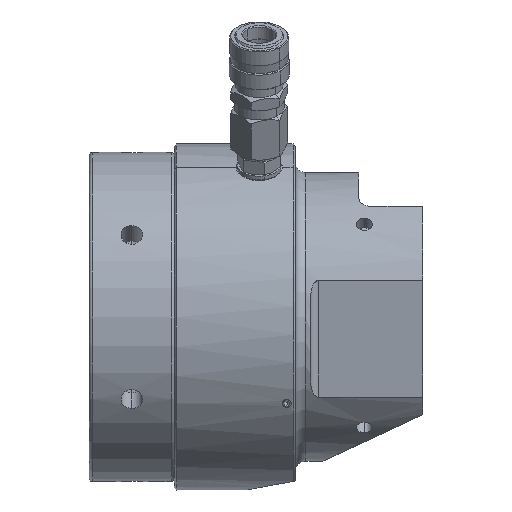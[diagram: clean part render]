
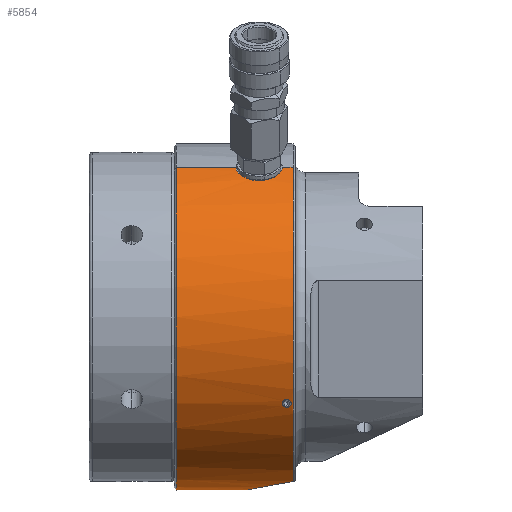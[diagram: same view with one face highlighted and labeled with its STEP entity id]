
A CAD part, left-side view. The second image highlights one B-rep face of the part: STEP entity #5854.
In plain terms, the highlighted cylindrical face has radius 81.5 mm (diameter 163 mm), a partial arc.
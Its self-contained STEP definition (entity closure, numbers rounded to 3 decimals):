
#257=CARTESIAN_POINT('',(0.,61.,0.));
#258=DIRECTION('',(0.,-1.,0.));
#259=DIRECTION('',(0.312,0.,-0.95));
#260=AXIS2_PLACEMENT_3D('',#257,#258,#259);
#267=CARTESIAN_POINT('',(0.,61.,0.));
#268=DIRECTION('',(0.,-1.,0.));
#269=DIRECTION('',(-0.5,0.,0.866));
#270=AXIS2_PLACEMENT_3D('',#267,#268,#269);
#272=DIRECTION('',(0.,1.,0.));
#273=VECTOR('',#272,55.);
#274=CARTESIAN_POINT('',(40.75,61.,-70.581));
#275=LINE('',#274,#273);
#457=CARTESIAN_POINT('',(0.,116.,0.));
#458=DIRECTION('',(0.,1.,0.));
#459=DIRECTION('',(0.5,0.,-0.866));
#460=AXIS2_PLACEMENT_3D('',#457,#458,#459);
#462=DIRECTION('',(0.,1.,0.));
#463=VECTOR('',#462,28.);
#464=CARTESIAN_POINT('',(-40.75,88.,70.581));
#465=LINE('',#464,#463);
#466=CARTESIAN_POINT('',(-49.903,77.,64.435));
#467=CARTESIAN_POINT('',(-49.903,77.837,64.435));
#468=CARTESIAN_POINT('',(-49.755,79.464,64.55));
#469=CARTESIAN_POINT('',(-49.101,81.809,65.052));
#470=CARTESIAN_POINT('',(-48.033,83.915,65.848));
#471=CARTESIAN_POINT('',(-46.594,85.675,66.877));
#472=CARTESIAN_POINT('',(-44.847,86.997,68.064));
#473=CARTESIAN_POINT('',(-42.87,87.815,69.328));
#474=CARTESIAN_POINT('',(-41.474,88.,70.163));
#475=CARTESIAN_POINT('',(-40.75,88.,70.581));
#477=CARTESIAN_POINT('',(-40.75,66.,70.581));
#478=CARTESIAN_POINT('',(-41.47,66.,70.165));
#479=CARTESIAN_POINT('',(-42.859,66.183,69.335));
#480=CARTESIAN_POINT('',(-44.851,67.003,68.061));
#481=CARTESIAN_POINT('',(-46.583,68.318,66.884));
#482=CARTESIAN_POINT('',(-48.022,70.066,65.855));
#483=CARTESIAN_POINT('',(-49.095,72.175,65.056));
#484=CARTESIAN_POINT('',(-49.754,74.531,64.551));
#485=CARTESIAN_POINT('',(-49.903,76.161,64.435));
#486=CARTESIAN_POINT('',(-49.903,77.,64.435));
#488=DIRECTION('',(0.,1.,0.));
#489=VECTOR('',#488,5.);
#490=CARTESIAN_POINT('',(-40.75,61.,70.581));
#491=LINE('',#490,#489);
#492=CARTESIAN_POINT('',(-69.551,63.419,-42.484));
#493=CARTESIAN_POINT('',(-69.585,63.191,-42.427));
#494=CARTESIAN_POINT('',(-69.687,62.78,-42.261));
#495=CARTESIAN_POINT('',(-69.95,62.265,-41.825));
#496=CARTESIAN_POINT('',(-70.276,61.955,-41.276));
#497=CARTESIAN_POINT('',(-70.632,61.869,-40.664));
#498=CARTESIAN_POINT('',(-70.977,62.021,-40.058));
#499=CARTESIAN_POINT('',(-71.274,62.391,-39.526));
#500=CARTESIAN_POINT('',(-71.491,62.949,-39.132));
#501=CARTESIAN_POINT('',(-71.566,63.362,-38.994));
#502=CARTESIAN_POINT('',(-71.588,63.583,-38.954));
#504=CARTESIAN_POINT('',(-71.588,63.583,-38.954));
#505=CARTESIAN_POINT('',(-71.595,63.652,-38.941));
#506=CARTESIAN_POINT('',(-71.606,63.787,-38.921));
#507=CARTESIAN_POINT('',(-71.609,63.929,-38.916));
#508=CARTESIAN_POINT('',(-71.609,64.,-38.916));
#510=CARTESIAN_POINT('',(-71.609,64.,-38.916));
#511=CARTESIAN_POINT('',(-71.609,64.066,-38.916));
#512=CARTESIAN_POINT('',(-71.606,64.197,-38.922));
#513=CARTESIAN_POINT('',(-71.592,64.391,-38.948));
#514=CARTESIAN_POINT('',(-71.577,64.519,-38.974));
#515=CARTESIAN_POINT('',(-71.568,64.581,-38.991));
#517=CARTESIAN_POINT('',(-71.568,64.581,-38.991));
#518=CARTESIAN_POINT('',(-71.536,64.809,-39.049));
#519=CARTESIAN_POINT('',(-71.443,65.22,-39.22));
#520=CARTESIAN_POINT('',(-71.197,65.735,-39.666));
#521=CARTESIAN_POINT('',(-70.884,66.045,-40.223));
#522=CARTESIAN_POINT('',(-70.532,66.131,-40.837));
#523=CARTESIAN_POINT('',(-70.18,65.979,-41.439));
#524=CARTESIAN_POINT('',(-69.868,65.609,-41.963));
#525=CARTESIAN_POINT('',(-69.635,65.051,-42.347));
#526=CARTESIAN_POINT('',(-69.553,64.638,-42.481));
#527=CARTESIAN_POINT('',(-69.529,64.417,-42.52));
#529=CARTESIAN_POINT('',(-69.529,64.417,-42.52));
#530=CARTESIAN_POINT('',(-69.521,64.348,-42.533));
#531=CARTESIAN_POINT('',(-69.51,64.213,-42.552));
#532=CARTESIAN_POINT('',(-69.506,64.071,-42.557));
#533=CARTESIAN_POINT('',(-69.507,64.,-42.557));
#535=CARTESIAN_POINT('',(-69.507,64.,-42.557));
#536=CARTESIAN_POINT('',(-69.507,63.934,-42.557));
#537=CARTESIAN_POINT('',(-69.51,63.803,-42.551));
#538=CARTESIAN_POINT('',(-69.525,63.609,-42.526));
#539=CARTESIAN_POINT('',(-69.541,63.481,-42.5));
#540=CARTESIAN_POINT('',(-69.551,63.419,-42.484));
#1620=CARTESIAN_POINT('',(-25.42,61.,-77.434));
#1621=CARTESIAN_POINT('',(-21.183,68.54,
-78.825));
#1622=CARTESIAN_POINT('',(-12.71,79.481,
-80.843));
#1623=CARTESIAN_POINT('',(0.,84.823,
-81.828));
#1624=CARTESIAN_POINT('',(12.71,79.481,-80.843));
#1625=CARTESIAN_POINT('',(21.183,68.54,-78.825));
#1626=CARTESIAN_POINT('',(25.42,61.,-77.434));
#1635=CARTESIAN_POINT('',(25.42,61.,-77.434));
#4791=VERTEX_POINT('',#1635);
#4793=VERTEX_POINT('',#1620);
#4806=CARTESIAN_POINT('',(40.75,116.,-70.581));
#4807=CARTESIAN_POINT('',(-40.75,116.,70.581));
#4808=VERTEX_POINT('',#4806);
#4809=VERTEX_POINT('',#4807);
#4815=VERTEX_POINT('',#477);
#4816=VERTEX_POINT('',#486);
#4817=CARTESIAN_POINT('',(40.75,61.,-70.581));
#4818=CARTESIAN_POINT('',(-40.75,61.,70.581));
#4819=VERTEX_POINT('',#4817);
#4820=VERTEX_POINT('',#4818);
#4827=VERTEX_POINT('',#475);
#5420=VERTEX_POINT('',#492);
#5421=VERTEX_POINT('',#502);
#5422=VERTEX_POINT('',#535);
#5423=VERTEX_POINT('',#510);
#5424=VERTEX_POINT('',#515);
#5425=VERTEX_POINT('',#527);
#5821=CARTESIAN_POINT('',(0.,60.,0.));
#5822=DIRECTION('',(0.,-1.,0.));
#5823=DIRECTION('',(0.5,0.,-0.866));
#5824=AXIS2_PLACEMENT_3D('',#5821,#5822,#5823);
#5825=CYLINDRICAL_SURFACE('',#5824,81.5);
#5826=ORIENTED_EDGE('',*,*,#5737,.F.);
#5828=ORIENTED_EDGE('',*,*,#5827,.F.);
#5830=ORIENTED_EDGE('',*,*,#5829,.F.);
#5831=ORIENTED_EDGE('',*,*,#5731,.F.);
#5832=ORIENTED_EDGE('',*,*,#5716,.T.);
#5834=ORIENTED_EDGE('',*,*,#5833,.T.);
#5835=ORIENTED_EDGE('',*,*,#5709,.T.);
#5836=ORIENTED_EDGE('',*,*,#5728,.T.);
#5837=ORIENTED_EDGE('',*,*,#5814,.T.);
#5838=EDGE_LOOP('',(#5826,#5828,#5830,#5831,#5832,#5834,#5835,#5836,#5837));
#5839=FACE_OUTER_BOUND('',#5838,.F.);
#5841=ORIENTED_EDGE('',*,*,#5840,.T.);
#5843=ORIENTED_EDGE('',*,*,#5842,.T.);
#5845=ORIENTED_EDGE('',*,*,#5844,.T.);
#5847=ORIENTED_EDGE('',*,*,#5846,.T.);
#5849=ORIENTED_EDGE('',*,*,#5848,.T.);
#5851=ORIENTED_EDGE('',*,*,#5850,.T.);
#5852=EDGE_LOOP('',(#5841,#5843,#5845,#5847,#5849,#5851));
#5853=FACE_BOUND('',#5852,.F.);
#5854=ADVANCED_FACE('',(#5839,#5853),#5825,.T.);
#261=CIRCLE('',#260,81.5);
#271=CIRCLE('',#270,81.5);
#461=CIRCLE('',#460,81.5);
#476=B_SPLINE_CURVE_WITH_KNOTS('',3,(#466,#467,#468,#469,#470,#471,#472,#473,
#474,#475),.UNSPECIFIED.,.F.,.F.,(4,1,1,1,1,1,1,4),(0.,0.143,
0.286,0.429,0.571,0.714,
0.857,1.),.UNSPECIFIED.);
#487=B_SPLINE_CURVE_WITH_KNOTS('',3,(#477,#478,#479,#480,#481,#482,#483,#484,
#485,#486),.UNSPECIFIED.,.F.,.F.,(4,1,1,1,1,1,1,4),(0.,0.143,
0.286,0.429,0.571,0.714,
0.857,1.),.UNSPECIFIED.);
#503=B_SPLINE_CURVE_WITH_KNOTS('',3,(#492,#493,#494,#495,#496,#497,#498,#499,
#500,#501,#502),.UNSPECIFIED.,.F.,.F.,(4,1,1,1,1,1,1,1,4),(0.,0.125,0.25,
0.375,0.5,0.625,0.75,0.875,1.),.UNSPECIFIED.);
#509=B_SPLINE_CURVE_WITH_KNOTS('',3,(#504,#505,#506,#507,#508),.UNSPECIFIED.,
.F.,.F.,(4,1,4),(0.,0.5,1.),.UNSPECIFIED.);
#516=B_SPLINE_CURVE_WITH_KNOTS('',3,(#510,#511,#512,#513,#514,#515),
.UNSPECIFIED.,.F.,.F.,(4,1,1,4),(0.,0.333,0.667,1.),
.UNSPECIFIED.);
#528=B_SPLINE_CURVE_WITH_KNOTS('',3,(#517,#518,#519,#520,#521,#522,#523,#524,
#525,#526,#527),.UNSPECIFIED.,.F.,.F.,(4,1,1,1,1,1,1,1,4),(0.,0.125,0.25,
0.375,0.5,0.625,0.75,0.875,1.),.UNSPECIFIED.);
#534=B_SPLINE_CURVE_WITH_KNOTS('',3,(#529,#530,#531,#532,#533),.UNSPECIFIED.,
.F.,.F.,(4,1,4),(0.,0.5,1.),.UNSPECIFIED.);
#541=B_SPLINE_CURVE_WITH_KNOTS('',3,(#535,#536,#537,#538,#539,#540),
.UNSPECIFIED.,.F.,.F.,(4,1,1,4),(0.,0.333,0.667,1.),
.UNSPECIFIED.);
#1627=B_SPLINE_CURVE_WITH_KNOTS('',3,(#1620,#1621,#1622,#1623,#1624,#1625,
#1626),.UNSPECIFIED.,.F.,.F.,(4,1,1,1,4),(0.,0.25,0.5,0.75,1.),
.UNSPECIFIED.);
#5709=EDGE_CURVE('',#4791,#4819,#261,.T.);
#5716=EDGE_CURVE('',#4820,#4793,#271,.T.);
#5728=EDGE_CURVE('',#4819,#4808,#275,.T.);
#5731=EDGE_CURVE('',#4820,#4815,#491,.T.);
#5737=EDGE_CURVE('',#4827,#4809,#465,.T.);
#5814=EDGE_CURVE('',#4808,#4809,#461,.T.);
#5827=EDGE_CURVE('',#4816,#4827,#476,.T.);
#5829=EDGE_CURVE('',#4815,#4816,#487,.T.);
#5833=EDGE_CURVE('',#4793,#4791,#1627,.T.);
#5840=EDGE_CURVE('',#5420,#5421,#503,.T.);
#5842=EDGE_CURVE('',#5421,#5423,#509,.T.);
#5844=EDGE_CURVE('',#5423,#5424,#516,.T.);
#5846=EDGE_CURVE('',#5424,#5425,#528,.T.);
#5848=EDGE_CURVE('',#5425,#5422,#534,.T.);
#5850=EDGE_CURVE('',#5422,#5420,#541,.T.);
